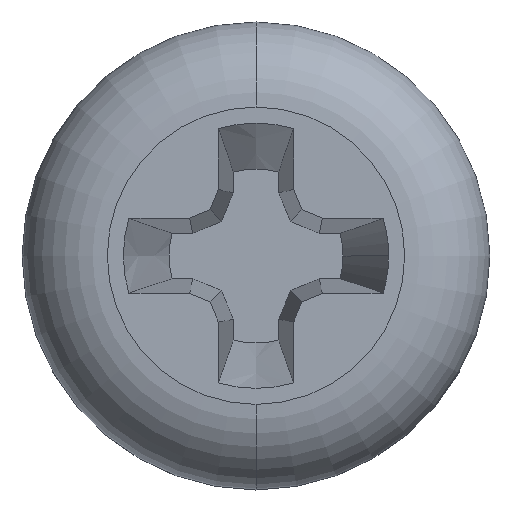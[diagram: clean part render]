
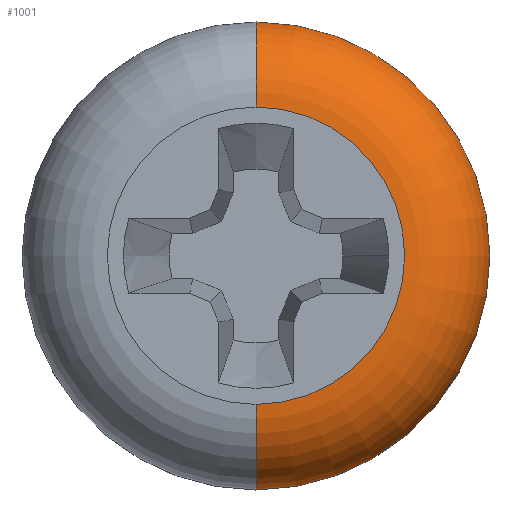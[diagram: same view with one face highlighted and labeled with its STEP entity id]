
A CAD part, top view. The second image highlights one B-rep face of the part: STEP entity #1001.
In plain terms, the highlighted toroidal (fillet/blend) face has major radius 1.78 mm and minor radius 1.02 mm.
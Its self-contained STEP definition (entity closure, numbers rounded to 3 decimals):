
#98 = TOROIDAL_SURFACE ( 'NONE', #3348, 1.78, 1.02 ) ;
#109 = FACE_OUTER_BOUND ( 'NONE', #488, .T. ) ;
#176 = VERTEX_POINT ( 'NONE', #724 ) ;
#189 = VERTEX_POINT ( 'NONE', #555 ) ;
#198 = ORIENTED_EDGE ( 'NONE', *, *, #3358, .T. ) ;
#218 = ORIENTED_EDGE ( 'NONE', *, *, #3282, .T. ) ;
#254 = VERTEX_POINT ( 'NONE', #642 ) ;
#260 = VERTEX_POINT ( 'NONE', #634 ) ;
#374 = ORIENTED_EDGE ( 'NONE', *, *, #3317, .F. ) ;
#381 = ORIENTED_EDGE ( 'NONE', *, *, #3229, .F. ) ;
#385 = ORIENTED_EDGE ( 'NONE', *, *, #3218, .F. ) ;
#488 = EDGE_LOOP ( 'NONE', ( #218, #198, #381, #385, #374 ) ) ;
#489 = VERTEX_POINT ( 'NONE', #855 ) ;
#555 = CARTESIAN_POINT ( 'NONE',  ( 0., 1.78, 2.4 ) ) ;
#558 = DIRECTION ( 'NONE',  ( 0., 1., 0. ) ) ;
#622 = CARTESIAN_POINT ( 'NONE',  ( 0., 0., 1.38 ) ) ;
#634 = CARTESIAN_POINT ( 'NONE',  ( 0., 2.8, 1.38 ) ) ;
#642 = CARTESIAN_POINT ( 'NONE',  ( 0., -1.78, 2.4 ) ) ;
#675 = DIRECTION ( 'NONE',  ( 0., 0., -1. ) ) ;
#724 = CARTESIAN_POINT ( 'NONE',  ( 0., -2.8, 1.38 ) ) ;
#855 = CARTESIAN_POINT ( 'NONE',  ( 2.8, 0., 1.38 ) ) ;
#1001 = ADVANCED_FACE ( 'NONE', ( #109 ), #98, .T. ) ;
#1036 = CIRCLE ( 'NONE', #1269, 2.8 ) ;
#1051 = CIRCLE ( 'NONE', #1271, 2.8 ) ;
#1104 = CIRCLE ( 'NONE', #1277, 1.78 ) ;
#1134 = CIRCLE ( 'NONE', #1282, 1.02 ) ;
#1157 = CIRCLE ( 'NONE', #1284, 1.02 ) ;
#1269 = AXIS2_PLACEMENT_3D ( 'NONE', #2023, #2022, #2021 ) ;
#1271 = AXIS2_PLACEMENT_3D ( 'NONE', #2000, #1999, #1998 ) ;
#1277 = AXIS2_PLACEMENT_3D ( 'NONE', #1563, #1562, #1561 ) ;
#1282 = AXIS2_PLACEMENT_3D ( 'NONE', #1422, #1421, #1420 ) ;
#1284 = AXIS2_PLACEMENT_3D ( 'NONE', #2394, #2390, #2386 ) ;
#1420 = DIRECTION ( 'NONE',  ( 0., 0., 1. ) ) ;
#1421 = DIRECTION ( 'NONE',  ( -1., 0., 0. ) ) ;
#1422 = CARTESIAN_POINT ( 'NONE',  ( 0., 1.78, 1.38 ) ) ;
#1561 = DIRECTION ( 'NONE',  ( 0., 1., 0. ) ) ;
#1562 = DIRECTION ( 'NONE',  ( 0., 0., -1. ) ) ;
#1563 = CARTESIAN_POINT ( 'NONE',  ( 0., 0., 2.4 ) ) ;
#1998 = DIRECTION ( 'NONE',  ( 0., 1., 0. ) ) ;
#1999 = DIRECTION ( 'NONE',  ( 0., 0., -1. ) ) ;
#2000 = CARTESIAN_POINT ( 'NONE',  ( 0., 0., 1.38 ) ) ;
#2021 = DIRECTION ( 'NONE',  ( 0., 1., 0. ) ) ;
#2022 = DIRECTION ( 'NONE',  ( 0., 0., -1. ) ) ;
#2023 = CARTESIAN_POINT ( 'NONE',  ( 0., 0., 1.38 ) ) ;
#2386 = DIRECTION ( 'NONE',  ( 0., 1., 0. ) ) ;
#2390 = DIRECTION ( 'NONE',  ( 1., 0., 0. ) ) ;
#2394 = CARTESIAN_POINT ( 'NONE',  ( 0., -1.78, 1.38 ) ) ;
#3218 = EDGE_CURVE ( 'NONE', #260, #489, #1036, .T. ) ;
#3229 = EDGE_CURVE ( 'NONE', #489, #176, #1051, .T. ) ;
#3282 = EDGE_CURVE ( 'NONE', #189, #254, #1104, .T. ) ;
#3317 = EDGE_CURVE ( 'NONE', #189, #260, #1134, .T. ) ;
#3348 = AXIS2_PLACEMENT_3D ( 'NONE', #622, #675, #558 ) ;
#3358 = EDGE_CURVE ( 'NONE', #254, #176, #1157, .T. ) ;
